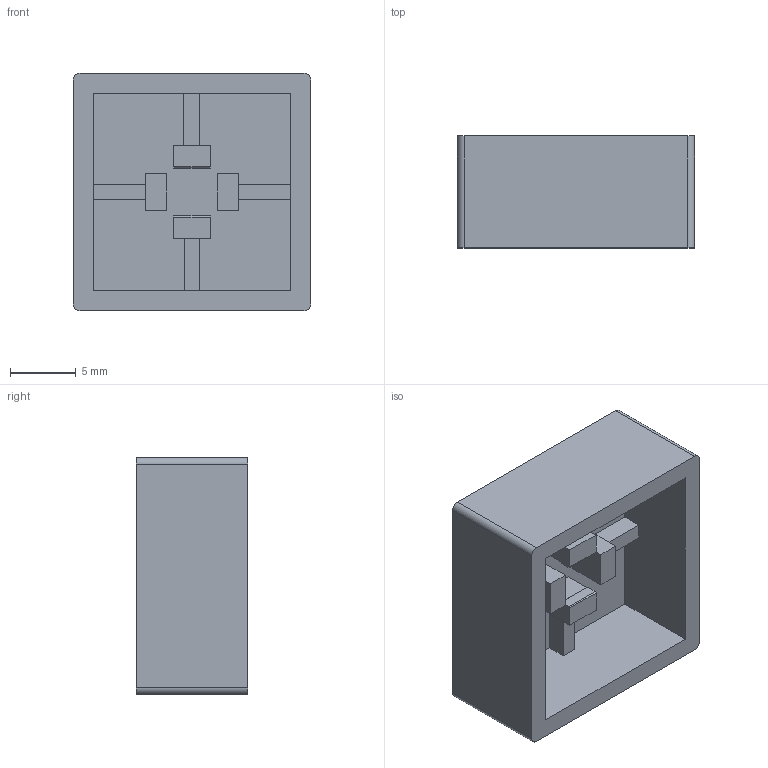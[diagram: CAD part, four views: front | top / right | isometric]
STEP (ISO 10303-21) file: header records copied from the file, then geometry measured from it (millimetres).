
FILE_DESCRIPTION(/* description */ (''),/* implementation_level */ '2;1');
FILE_NAME(/* name */ 'timeline v1.step',/* time_stamp */ '2023-03-03T23:19:33+01:00',/* author */ (''),/* organization */ (''),/* preprocessor_version */ 'ST-DEVELOPER v19.2',/* originating_system */ 'Autodesk Translation Framework v11.17.0.187',/* authorisation */ '');
FILE_SCHEMA (('AUTOMOTIVE_DESIGN { 1 0 10303 214 3 1 1 }'));
Length unit declared in the file: millimetre
Products named in the file (1): tasto_base
Bounding box: 18 x 8.5 x 18 mm (x, y, z)
Volume: 1252.7 mm3; surface area: 1932.1 mm2
Topology: 1 solids, 1 shells, 82 faces, 222 edges, 148 vertices
Faces by surface type: plane 74, bspline 4, cylinder 4
Entity records: 2579 total; most frequent: CARTESIAN_POINT 505, ORIENTED_EDGE 444, DIRECTION 380, EDGE_CURVE 222, LINE 206, VECTOR 206, VERTEX_POINT 148, EDGE_LOOP 88
